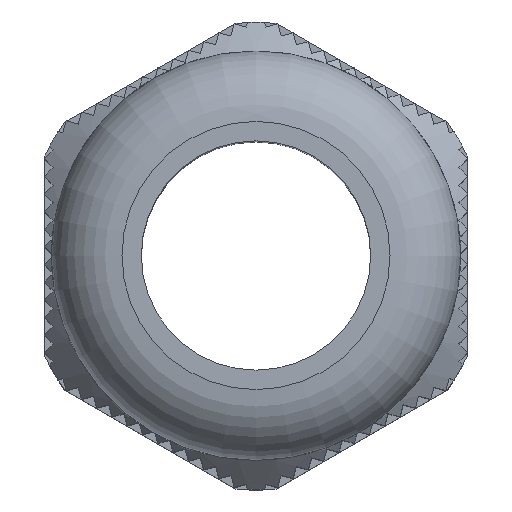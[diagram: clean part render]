
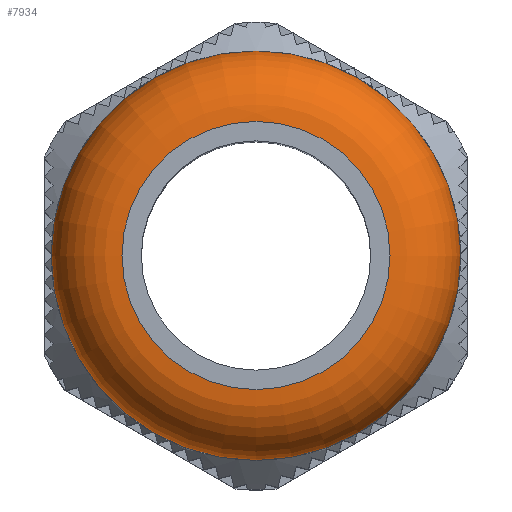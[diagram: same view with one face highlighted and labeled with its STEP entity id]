
A CAD part, top view. The second image highlights one B-rep face of the part: STEP entity #7934.
In plain terms, the highlighted toroidal (fillet/blend) face has major radius 7.6 mm and minor radius 4 mm.
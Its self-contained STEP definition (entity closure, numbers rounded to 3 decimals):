
#7907=CARTESIAN_POINT('',(0.,0.,4.5));
#7908=DIRECTION('',(0.0,0.0,1.0));
#7909=DIRECTION('',(1.0,0.0,0.0));
#7910=AXIS2_PLACEMENT_3D('',#7907,#7908,#7909);
#7911=TOROIDAL_SURFACE('',#7910,7.6,4.);
#7912=CARTESIAN_POINT('',(0.,11.6,4.5));
#7913=VERTEX_POINT('',#7912);
#7914=CARTESIAN_POINT('',(0.,0.,4.5));
#7915=DIRECTION('',(0.0,0.0,1.0));
#7916=DIRECTION('',(0.0,1.0,0.0));
#7917=AXIS2_PLACEMENT_3D('',#7914,#7915,#7916);
#7918=CIRCLE('',#7917,11.6);
#7919=EDGE_CURVE('',#7913,#7913,#7918,.T.);
#7920=ORIENTED_EDGE('',*,*,#7919,.T.);
#7921=EDGE_LOOP('',(#7920));
#7922=FACE_OUTER_BOUND('',#7921,.T.);
#7923=CARTESIAN_POINT('',(0.,7.6,8.5));
#7924=VERTEX_POINT('',#7923);
#7925=CARTESIAN_POINT('',(0.,0.,8.5));
#7926=DIRECTION('',(0.0,0.0,1.0));
#7927=DIRECTION('',(1.0,0.0,0.0));
#7928=AXIS2_PLACEMENT_3D('',#7925,#7926,#7927);
#7929=CIRCLE('',#7928,7.6);
#7930=EDGE_CURVE('',#7924,#7924,#7929,.T.);
#7931=ORIENTED_EDGE('',*,*,#7930,.F.);
#7932=EDGE_LOOP('',(#7931));
#7933=FACE_BOUND('',#7932,.T.);
#7934=ADVANCED_FACE('',(#7922,#7933),#7911,.T.);
